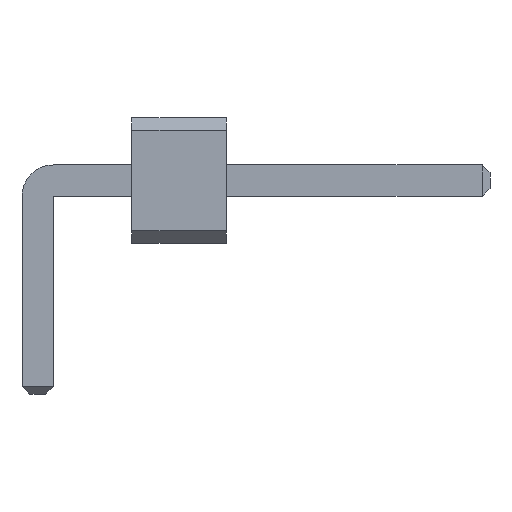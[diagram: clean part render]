
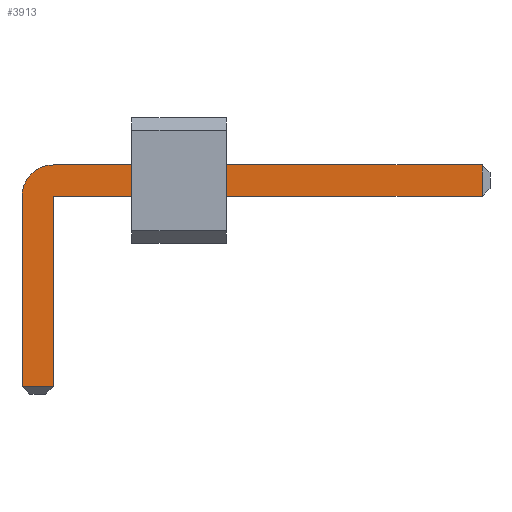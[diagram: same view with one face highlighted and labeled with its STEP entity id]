
A CAD part, front view. The second image highlights one B-rep face of the part: STEP entity #3913.
In plain terms, the highlighted planar face has unit normal (0, -1, 0).
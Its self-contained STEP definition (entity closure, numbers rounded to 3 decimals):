
#13=DIRECTION('',(0.,0.,1.));
#27=VECTOR('',#28,1.);
#28=DIRECTION('',(1.,0.,0.));
#1759=VECTOR('',#13,1.);
#1801=DIRECTION('',(0.,1.,0.));
#3727=VECTOR('',#3728,1.);
#3728=DIRECTION('',(0.,0.,-1.));
#3735=VECTOR('',#3736,1.);
#3736=DIRECTION('',(-1.,0.,0.));
#3757=DIRECTION('',(-0.,1.,0.));
#3767=VERTEX_POINT('',#3768);
#3768=CARTESIAN_POINT('',(0.25,-58.25,1.25));
#3770=ORIENTED_EDGE('',*,*,#3771,.T.);
#3771=EDGE_CURVE('',#3767,#3772,#3774,.T.);
#3772=VERTEX_POINT('',#3773);
#3773=CARTESIAN_POINT('',(7.075,-58.25,1.25));
#3774=LINE('',#3775,#27);
#3775=CARTESIAN_POINT('',(-0.25,-58.25,1.25));
#3811=EDGE_CURVE('',#3812,#3767,#3814,.T.);
#3812=VERTEX_POINT('',#3813);
#3813=CARTESIAN_POINT('',(-0.25,-58.25,0.75));
#3814=CIRCLE('',#3815,0.5);
#3815=AXIS2_PLACEMENT_3D('',#3816,#3757,#3728);
#3816=CARTESIAN_POINT('',(0.25,-58.25,0.75));
#3828=VERTEX_POINT('',#3829);
#3829=CARTESIAN_POINT('',(7.075,-58.25,0.75));
#3831=ORIENTED_EDGE('',*,*,#3832,.T.);
#3832=EDGE_CURVE('',#3828,#3833,#3834,.T.);
#3833=VERTEX_POINT('',#3816);
#3834=LINE('',#3835,#3735);
#3835=CARTESIAN_POINT('',(7.2,-58.25,0.75));
#3847=VERTEX_POINT('',#3848);
#3848=CARTESIAN_POINT('',(-0.25,-58.25,-2.275));
#3850=ORIENTED_EDGE('',*,*,#3851,.T.);
#3851=EDGE_CURVE('',#3847,#3812,#3852,.T.);
#3852=LINE('',#3853,#1759);
#3853=CARTESIAN_POINT('',(-0.25,-58.25,-2.4));
#3861=ORIENTED_EDGE('',*,*,#3862,.T.);
#3862=EDGE_CURVE('',#3833,#3863,#3865,.T.);
#3863=VERTEX_POINT('',#3864);
#3864=CARTESIAN_POINT('',(0.25,-58.25,-2.275));
#3865=LINE('',#3816,#3727);
#3913=ADVANCED_FACE('',(#3914),#3923,.F.);
#3914=FACE_BOUND('',#3915,.F.);
#3915=EDGE_LOOP('',(#3770,#3916,#3831,#3861,#3919,#3850,#3922));
#3916=ORIENTED_EDGE('',*,*,#3917,.T.);
#3917=EDGE_CURVE('',#3772,#3828,#3918,.T.);
#3918=LINE('',#3773,#3727);
#3919=ORIENTED_EDGE('',*,*,#3920,.T.);
#3920=EDGE_CURVE('',#3863,#3847,#3921,.T.);
#3921=LINE('',#3864,#3735);
#3922=ORIENTED_EDGE('',*,*,#3811,.T.);
#3923=PLANE('',#3924);
#3924=AXIS2_PLACEMENT_3D('',#3925,#1801,#13);
#3925=CARTESIAN_POINT('',(2.489,-58.25,0.411));
